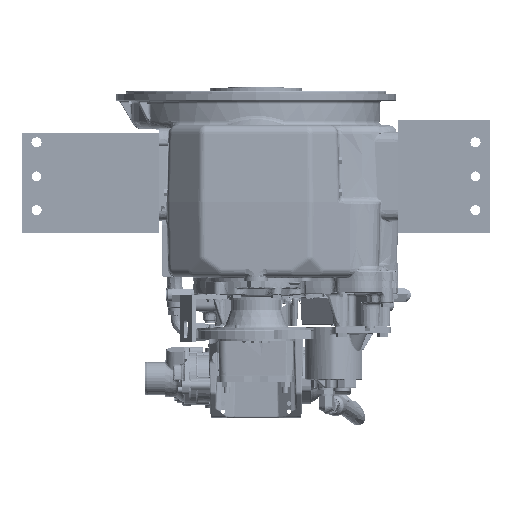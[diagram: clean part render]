
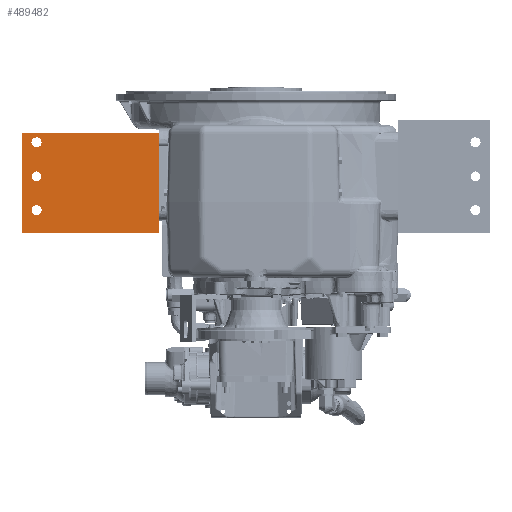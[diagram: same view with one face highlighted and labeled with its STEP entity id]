
A CAD part, front view. The second image highlights one B-rep face of the part: STEP entity #489482.
In plain terms, the highlighted planar face has unit normal (0, -1, 0).
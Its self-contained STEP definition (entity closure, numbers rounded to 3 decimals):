
#9135 = CARTESIAN_POINT ( 'NONE',  ( -460.375, -228.6, -76.2 ) ) ;
#15751 = ORIENTED_EDGE ( 'NONE', *, *, #17890, .F. ) ;
#15908 = CARTESIAN_POINT ( 'NONE',  ( -460.375, -228.6, -174.625 ) ) ;
#17890 = EDGE_CURVE ( 'NONE', #532613, #358828, #514378, .T. ) ;
#17960 = ORIENTED_EDGE ( 'NONE', *, *, #64092, .F. ) ;
#17999 = PLANE ( 'NONE',  #70722 ) ;
#30791 = DIRECTION ( 'NONE',  ( -1., 0., 0. ) ) ;
#37972 = EDGE_CURVE ( 'NONE', #185305, #231355, #46268, .T. ) ;
#39607 = LINE ( 'NONE', #280839, #464050 ) ;
#43297 = ORIENTED_EDGE ( 'NONE', *, *, #533197, .F. ) ;
#46268 = LINE ( 'NONE', #463180, #124775 ) ;
#51001 = DIRECTION ( 'NONE',  ( 0., -1., 0. ) ) ;
#57853 = DIRECTION ( 'NONE',  ( 0., 0., 1. ) ) ;
#58460 = FACE_BOUND ( 'NONE', #139767, .T. ) ;
#60520 = DIRECTION ( 'NONE',  ( -1., 0., 0. ) ) ;
#63756 = DIRECTION ( 'NONE',  ( -1., 0., 0. ) ) ;
#64092 = EDGE_CURVE ( 'NONE', #358828, #532613, #351130, .T. ) ;
#65550 = CARTESIAN_POINT ( 'NONE',  ( -431.8, -228.6, -95.25 ) ) ;
#65962 = DIRECTION ( 'NONE',  ( 1., 0., 0. ) ) ;
#70722 = AXIS2_PLACEMENT_3D ( 'NONE', #403968, #236235, #405774 ) ;
#72508 = CARTESIAN_POINT ( 'NONE',  ( -190.5, -228.6, -273.05 ) ) ;
#75935 = AXIS2_PLACEMENT_3D ( 'NONE', #76378, #368125, #30791 ) ;
#76378 = CARTESIAN_POINT ( 'NONE',  ( -431.8, -228.6, -228.6 ) ) ;
#109356 = ORIENTED_EDGE ( 'NONE', *, *, #424466, .F. ) ;
#124775 = VECTOR ( 'NONE', #340806, 1000. ) ;
#130368 = ORIENTED_EDGE ( 'NONE', *, *, #506162, .T. ) ;
#134418 = CIRCLE ( 'NONE', #512743, 9.525 ) ;
#139767 = EDGE_LOOP ( 'NONE', ( #17960, #15751 ) ) ;
#142773 = VECTOR ( 'NONE', #433433, 1000. ) ;
#149060 = VERTEX_POINT ( 'NONE', #9135 ) ;
#155659 = CARTESIAN_POINT ( 'NONE',  ( -422.275, -228.6, -161.925 ) ) ;
#163351 = VERTEX_POINT ( 'NONE', #192418 ) ;
#165311 = AXIS2_PLACEMENT_3D ( 'NONE', #65550, #266380, #63756 ) ;
#166317 = AXIS2_PLACEMENT_3D ( 'NONE', #259088, #51001, #507108 ) ;
#169089 = EDGE_LOOP ( 'NONE', ( #290300, #448734, #109356, #509552 ) ) ;
#175245 = EDGE_CURVE ( 'NONE', #330900, #163351, #134418, .T. ) ;
#185305 = VERTEX_POINT ( 'NONE', #72508 ) ;
#192418 = CARTESIAN_POINT ( 'NONE',  ( -441.325, -228.6, -161.925 ) ) ;
#223132 = CIRCLE ( 'NONE', #428927, 9.525 ) ;
#231355 = VERTEX_POINT ( 'NONE', #257832 ) ;
#234476 = LINE ( 'NONE', #274642, #142773 ) ;
#236235 = DIRECTION ( 'NONE',  ( 0., 1., 0. ) ) ;
#247480 = EDGE_CURVE ( 'NONE', #353628, #291043, #316894, .T. ) ;
#254347 = FACE_OUTER_BOUND ( 'NONE', #169089, .T. ) ;
#257832 = CARTESIAN_POINT ( 'NONE',  ( -460.375, -228.6, -273.05 ) ) ;
#259088 = CARTESIAN_POINT ( 'NONE',  ( -431.8, -228.6, -95.25 ) ) ;
#266380 = DIRECTION ( 'NONE',  ( 0., -1., 0. ) ) ;
#266732 = CARTESIAN_POINT ( 'NONE',  ( -431.8, -228.6, -228.6 ) ) ;
#274642 = CARTESIAN_POINT ( 'NONE',  ( -190.5, -228.6, -174.625 ) ) ;
#277826 = CARTESIAN_POINT ( 'NONE',  ( -421.878, -228.6, -228.6 ) ) ;
#280839 = CARTESIAN_POINT ( 'NONE',  ( -325.438, -228.6, -76.2 ) ) ;
#282149 = EDGE_LOOP ( 'NONE', ( #377306, #130368 ) ) ;
#287298 = EDGE_CURVE ( 'NONE', #149060, #428540, #39607, .T. ) ;
#290300 = ORIENTED_EDGE ( 'NONE', *, *, #326974, .F. ) ;
#291043 = VERTEX_POINT ( 'NONE', #324883 ) ;
#294640 = ORIENTED_EDGE ( 'NONE', *, *, #247480, .F. ) ;
#305005 = CARTESIAN_POINT ( 'NONE',  ( -431.8, -228.6, -161.925 ) ) ;
#316894 = CIRCLE ( 'NONE', #166317, 9.922 ) ;
#323845 = CARTESIAN_POINT ( 'NONE',  ( -441.722, -228.6, -228.6 ) ) ;
#324883 = CARTESIAN_POINT ( 'NONE',  ( -421.878, -228.6, -95.25 ) ) ;
#326974 = EDGE_CURVE ( 'NONE', #428540, #185305, #234476, .T. ) ;
#328182 = CIRCLE ( 'NONE', #165311, 9.922 ) ;
#329604 = VECTOR ( 'NONE', #57853, 1000. ) ;
#330900 = VERTEX_POINT ( 'NONE', #155659 ) ;
#340806 = DIRECTION ( 'NONE',  ( -1., 0., 0. ) ) ;
#349280 = CARTESIAN_POINT ( 'NONE',  ( -190.5, -228.6, -76.2 ) ) ;
#351130 = CIRCLE ( 'NONE', #75935, 9.922 ) ;
#353628 = VERTEX_POINT ( 'NONE', #513752 ) ;
#357206 = EDGE_LOOP ( 'NONE', ( #294640, #43297 ) ) ;
#358828 = VERTEX_POINT ( 'NONE', #323845 ) ;
#362782 = DIRECTION ( 'NONE',  ( 1., 0., 0. ) ) ;
#365183 = FACE_BOUND ( 'NONE', #282149, .T. ) ;
#366503 = AXIS2_PLACEMENT_3D ( 'NONE', #266732, #439907, #60520 ) ;
#368125 = DIRECTION ( 'NONE',  ( 0., -1., 0. ) ) ;
#375181 = LINE ( 'NONE', #15908, #329604 ) ;
#377306 = ORIENTED_EDGE ( 'NONE', *, *, #175245, .T. ) ;
#401593 = DIRECTION ( 'NONE',  ( 0., 1., 0. ) ) ;
#403968 = CARTESIAN_POINT ( 'NONE',  ( -190.5, -228.6, -273.05 ) ) ;
#405774 = DIRECTION ( 'NONE',  ( -1., 0., 0. ) ) ;
#424466 = EDGE_CURVE ( 'NONE', #231355, #149060, #375181, .T. ) ;
#428540 = VERTEX_POINT ( 'NONE', #349280 ) ;
#428927 = AXIS2_PLACEMENT_3D ( 'NONE', #305005, #401593, #65962 ) ;
#433433 = DIRECTION ( 'NONE',  ( 0., 0., -1. ) ) ;
#439907 = DIRECTION ( 'NONE',  ( 0., -1., 0. ) ) ;
#442142 = CARTESIAN_POINT ( 'NONE',  ( -431.8, -228.6, -161.925 ) ) ;
#448734 = ORIENTED_EDGE ( 'NONE', *, *, #287298, .F. ) ;
#450106 = FACE_BOUND ( 'NONE', #357206, .T. ) ;
#463180 = CARTESIAN_POINT ( 'NONE',  ( -325.438, -228.6, -273.05 ) ) ;
#464050 = VECTOR ( 'NONE', #362782, 1000. ) ;
#484032 = DIRECTION ( 'NONE',  ( 0., 1., 0. ) ) ;
#485847 = DIRECTION ( 'NONE',  ( 1., 0., 0. ) ) ;
#489482 = ADVANCED_FACE ( 'NONE', ( #365183, #58460, #450106, #254347 ), #17999, .F. ) ;
#506162 = EDGE_CURVE ( 'NONE', #163351, #330900, #223132, .T. ) ;
#507108 = DIRECTION ( 'NONE',  ( -1., 0., 0. ) ) ;
#509552 = ORIENTED_EDGE ( 'NONE', *, *, #37972, .F. ) ;
#512743 = AXIS2_PLACEMENT_3D ( 'NONE', #442142, #484032, #485847 ) ;
#513752 = CARTESIAN_POINT ( 'NONE',  ( -441.722, -228.6, -95.25 ) ) ;
#514378 = CIRCLE ( 'NONE', #366503, 9.922 ) ;
#532613 = VERTEX_POINT ( 'NONE', #277826 ) ;
#533197 = EDGE_CURVE ( 'NONE', #291043, #353628, #328182, .T. ) ;
